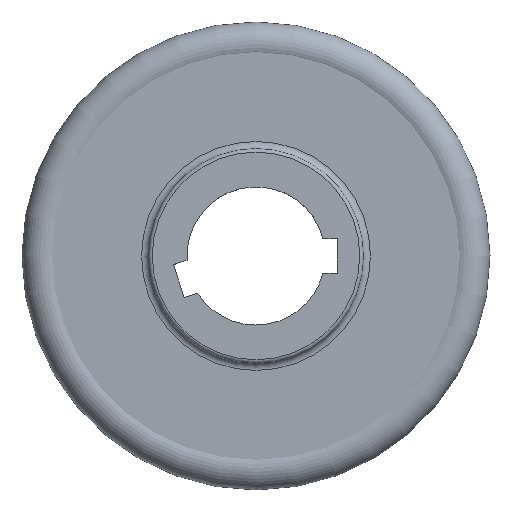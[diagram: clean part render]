
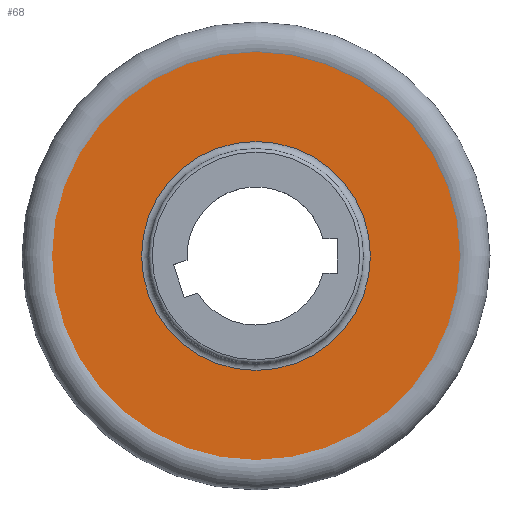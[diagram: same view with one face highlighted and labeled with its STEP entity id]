
A CAD part, top view. The second image highlights one B-rep face of the part: STEP entity #68.
In plain terms, the highlighted planar face has unit normal (0, 0, 1).
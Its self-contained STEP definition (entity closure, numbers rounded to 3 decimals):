
#68=ADVANCED_FACE('',(#144,#145),#88,.T.);
#88=PLANE('',#409);
#144=FACE_BOUND('',#177,.T.);
#145=FACE_BOUND('',#178,.T.);
#177=EDGE_LOOP('',(#235));
#178=EDGE_LOOP('',(#236));
#235=ORIENTED_EDGE('',*,*,#336,.T.);
#236=ORIENTED_EDGE('',*,*,#335,.F.);
#300=VERTEX_POINT('',#600);
#301=VERTEX_POINT('',#603);
#335=EDGE_CURVE('',#300,#300,#357,.T.);
#336=EDGE_CURVE('',#301,#301,#358,.T.);
#357=CIRCLE('',#406,31.547);
#358=CIRCLE('',#408,59.293);
#406=AXIS2_PLACEMENT_3D('',#599,#484,#485);
#408=AXIS2_PLACEMENT_3D('',#602,#488,#489);
#409=AXIS2_PLACEMENT_3D('',#604,#490,#491);
#484=DIRECTION('',(0.,0.,1.));
#485=DIRECTION('',(1.,0.,0.));
#488=DIRECTION('',(0.,0.,1.));
#489=DIRECTION('',(1.,0.,0.));
#490=DIRECTION('',(0.,0.,1.));
#491=DIRECTION('',(1.,0.,0.));
#599=CARTESIAN_POINT('',(0.,0.,-2.438));
#600=CARTESIAN_POINT('',(31.547,0.,-2.438));
#602=CARTESIAN_POINT('',(0.,0.,-2.437));
#603=CARTESIAN_POINT('',(59.293,0.,-2.437));
#604=CARTESIAN_POINT('',(0.,31.547,-2.437));
